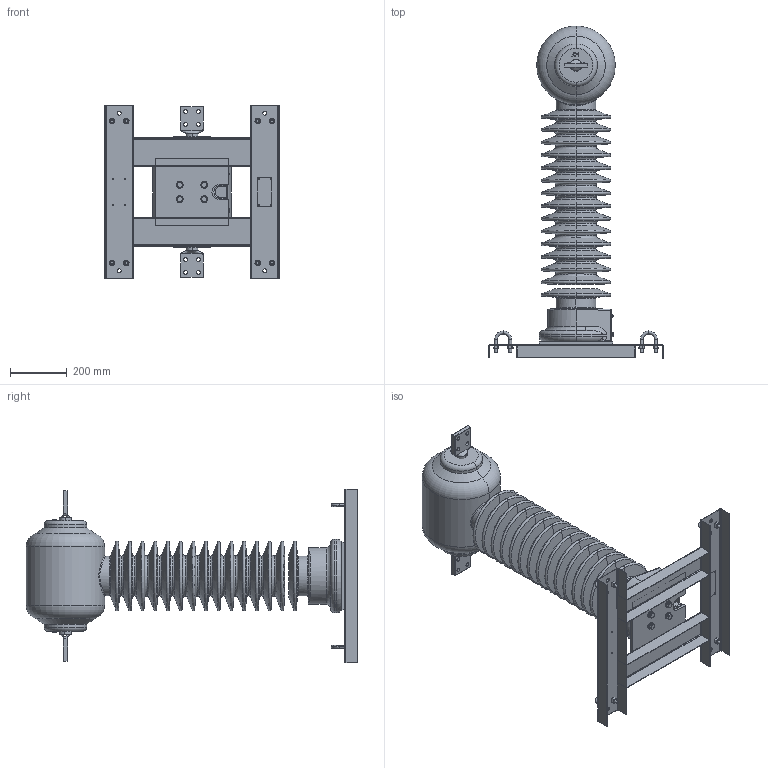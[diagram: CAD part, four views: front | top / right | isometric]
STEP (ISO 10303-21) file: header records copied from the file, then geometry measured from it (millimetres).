
FILE_DESCRIPTION (( 'STEP AP203' ), '1' );
FILE_NAME ('ﾒﾎﾋ-35 III-IV-4.STEP', '2018-06-06T06:19:50', ( '' ), ( '' ), 'SwSTEP 2.0', 'SolidWorks 2010', '' );
FILE_SCHEMA (( 'CONFIG_CONTROL_DESIGN' ));
Length unit declared in the file: millimetre
Products named in the file (1): ﾒﾎﾋ-35 III-IV-4
Bounding box: 612 x 1166 x 608 mm (x, y, z)
Surface area: 2679832.4 mm2 (no closed solid volume)
Topology: 0 solids, 57 shells, 635 faces, 1912 edges, 1279 vertices
Faces by surface type: plane 196, cylinder 159, torus 125, cone 102, bspline 29, sphere 24
Entity records: 25554 total; most frequent: CARTESIAN_POINT 8532, DIRECTION 3789, ORIENTED_EDGE 3039, EDGE_CURVE 1903, AXIS2_PLACEMENT_3D 1540, VERTEX_POINT 1279, CIRCLE 933, EDGE_LOOP 758
